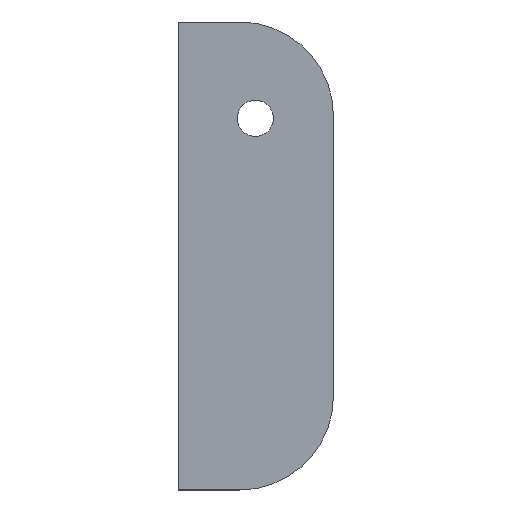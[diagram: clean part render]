
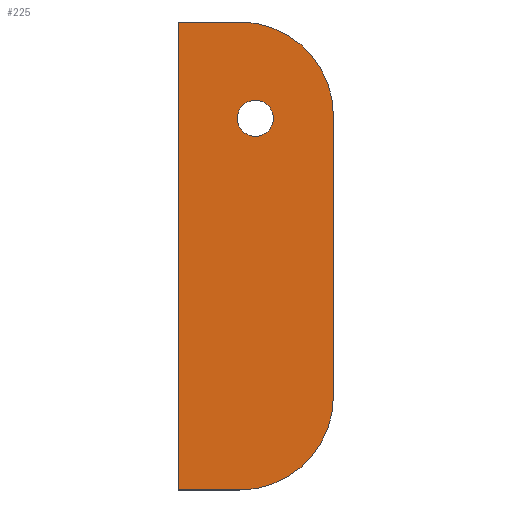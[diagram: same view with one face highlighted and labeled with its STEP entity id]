
A CAD part, top view. The second image highlights one B-rep face of the part: STEP entity #225.
In plain terms, the highlighted planar face has unit normal (0, 0, 1).
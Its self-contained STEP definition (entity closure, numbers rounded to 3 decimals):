
#32=CARTESIAN_POINT('',(58.113,-17.207,36.94));
#33=VERTEX_POINT('',#32);
#50=CARTESIAN_POINT('',(58.113,37.207,36.94));
#51=VERTEX_POINT('',#50);
#58=CARTESIAN_POINT('',(58.113,-17.207,36.94));
#59=DIRECTION('',(0.,1.,0.));
#60=VECTOR('',#59,54.415);
#61=LINE('',#58,#60);
#62=EDGE_CURVE('',#33,#51,#61,.T.);
#81=CARTESIAN_POINT('',(39.975,55.346,36.94));
#82=VERTEX_POINT('',#81);
#89=CARTESIAN_POINT('',(39.975,37.207,36.94));
#90=DIRECTION('',(0.,0.,1.));
#91=DIRECTION('',(1.,0.,-0.));
#92=AXIS2_PLACEMENT_3D('',#89,#90,#91);
#93=CIRCLE('',#92,18.138);
#94=EDGE_CURVE('',#51,#82,#93,.T.);
#105=CARTESIAN_POINT('',(46.477,36.686,36.94));
#106=VERTEX_POINT('',#105);
#115=CARTESIAN_POINT('',(42.977,36.686,36.94));
#116=DIRECTION('',(0.,0.,1.));
#117=DIRECTION('',(1.,0.,-0.));
#118=AXIS2_PLACEMENT_3D('',#115,#116,#117);
#119=CIRCLE('',#118,3.5);
#120=EDGE_CURVE('',#106,#106,#119,.T.);
#148=CARTESIAN_POINT('',(39.975,-35.346,36.94));
#149=VERTEX_POINT('',#148);
#150=CARTESIAN_POINT('',(39.975,-17.207,36.94));
#151=DIRECTION('',(0.,0.,1.));
#152=DIRECTION('',(1.,0.,-0.));
#153=AXIS2_PLACEMENT_3D('',#150,#151,#152);
#154=CIRCLE('',#153,18.138);
#155=EDGE_CURVE('',#149,#33,#154,.T.);
#180=CARTESIAN_POINT('',(28.113,55.346,36.94));
#181=VERTEX_POINT('',#180);
#188=CARTESIAN_POINT('',(39.975,55.346,36.94));
#189=DIRECTION('',(-1.,0.,0.));
#190=VECTOR('',#189,11.862);
#191=LINE('',#188,#190);
#192=EDGE_CURVE('',#82,#181,#191,.T.);
#197=CARTESIAN_POINT('',(-37.113,-35.346,36.94));
#198=DIRECTION('',(0.,0.,1.));
#199=DIRECTION('',(-1.,0.,0.));
#200=AXIS2_PLACEMENT_3D('',#197,#198,#199);
#201=PLANE('',#200);
#202=ORIENTED_EDGE('',*,*,#120,.F.);
#203=EDGE_LOOP('',(#202));
#204=FACE_BOUND('',#203,.T.);
#205=CARTESIAN_POINT('',(28.113,-35.346,36.94));
#206=VERTEX_POINT('',#205);
#207=CARTESIAN_POINT('',(28.113,55.346,36.94));
#208=DIRECTION('',(0.,-1.,0.));
#209=VECTOR('',#208,90.691);
#210=LINE('',#207,#209);
#211=EDGE_CURVE('',#181,#206,#210,.T.);
#212=ORIENTED_EDGE('',*,*,#211,.T.);
#213=CARTESIAN_POINT('',(28.113,-35.346,36.94));
#214=DIRECTION('',(1.,0.,-0.));
#215=VECTOR('',#214,11.862);
#216=LINE('',#213,#215);
#217=EDGE_CURVE('',#206,#149,#216,.T.);
#218=ORIENTED_EDGE('',*,*,#217,.T.);
#219=ORIENTED_EDGE('',*,*,#155,.T.);
#220=ORIENTED_EDGE('',*,*,#62,.T.);
#221=ORIENTED_EDGE('',*,*,#94,.T.);
#222=ORIENTED_EDGE('',*,*,#192,.T.);
#223=EDGE_LOOP('',(#212,#218,#219,#220,#221,#222));
#224=FACE_BOUND('',#223,.T.);
#225=ADVANCED_FACE('',(#204,#224),#201,.T.);
